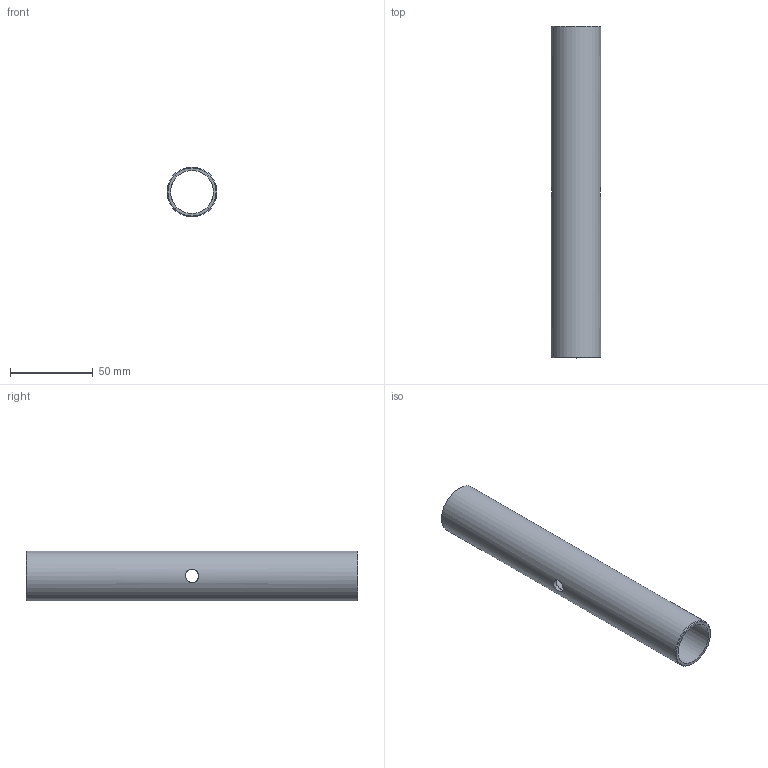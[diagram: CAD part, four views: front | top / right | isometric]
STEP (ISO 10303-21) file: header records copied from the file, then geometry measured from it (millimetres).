
FILE_DESCRIPTION( ( 'STEP AP214' ), '1' );
FILE_NAME( 'CA.VLR.30.200.stp', '2014-07-14T12:12:04', ( ' ' ), ( ' ' ), 'XStep 1.0', ' ', ' ' );
FILE_SCHEMA( ( 'CONFIG_CONTROL_DESIGN) ( )' ) );
Length unit declared in the file: metre
Products named in the file (2): Assem1; VLR.30.200
Bounding box: 30 x 200 x 30 mm (x, y, z)
Volume: 71263.9 mm3; surface area: 70676.2 mm2
Topology: 2 solids, 2 shells, 16 faces, 40 edges, 26 vertices
Faces by surface type: cylinder 8, cone 4, plane 4
Full cylindrical faces by diameter (mm): 8 x4, 25.917 x2, 30 x2
Entity records: 539 total; most frequent: CARTESIAN_POINT 286, DIRECTION 32, EDGE_LOOP 20, ORIENTED_EDGE 20, AXIS2_PLACEMENT_3D 16, FACE_OUTER_BOUND 12, EDGE_CURVE 10, VERTEX_POINT 10
